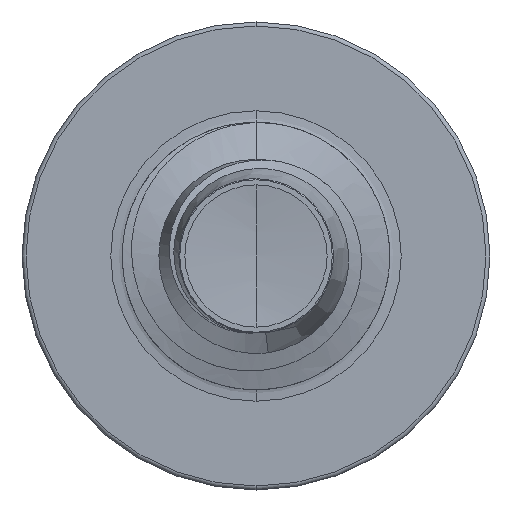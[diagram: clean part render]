
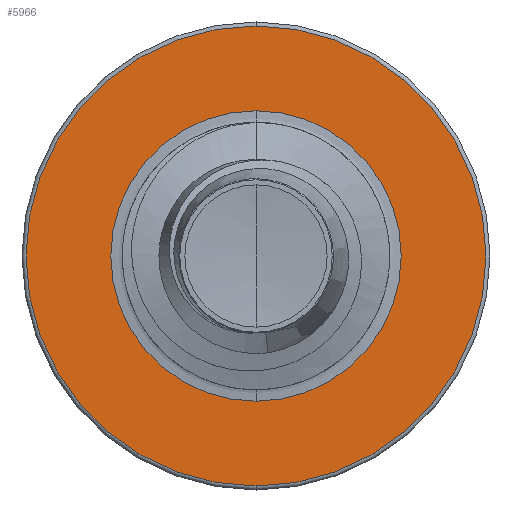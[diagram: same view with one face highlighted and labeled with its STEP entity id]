
A CAD part, front view. The second image highlights one B-rep face of the part: STEP entity #5966.
In plain terms, the highlighted planar face has unit normal (0, -1, 0).
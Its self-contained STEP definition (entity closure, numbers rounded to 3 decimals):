
#136 = VERTEX_POINT ( 'NONE', #11474 ) ;
#474 = CARTESIAN_POINT ( 'NONE',  ( 0., 4., 0. ) ) ;
#907 = VERTEX_POINT ( 'NONE', #7302 ) ;
#1196 = ORIENTED_EDGE ( 'NONE', *, *, #10442, .F. ) ;
#1719 = AXIS2_PLACEMENT_3D ( 'NONE', #474, #3516, #3451 ) ;
#1902 = AXIS2_PLACEMENT_3D ( 'NONE', #2768, #2767, #2747 ) ;
#2109 = AXIS2_PLACEMENT_3D ( 'NONE', #4343, #4305, #4284 ) ;
#2175 = AXIS2_PLACEMENT_3D ( 'NONE', #5421, #5417, #5402 ) ;
#2559 = FACE_OUTER_BOUND ( 'NONE', #11705, .T. ) ;
#2747 = DIRECTION ( 'NONE',  ( 0., 0., 1. ) ) ;
#2767 = DIRECTION ( 'NONE',  ( 0., 1., 0. ) ) ;
#2768 = CARTESIAN_POINT ( 'NONE',  ( 0., 4., 0. ) ) ;
#3451 = DIRECTION ( 'NONE',  ( 0., 0., 1. ) ) ;
#3457 = CIRCLE ( 'NONE', #2109, 1.086 ) ;
#3516 = DIRECTION ( 'NONE',  ( 0., 1., 0. ) ) ;
#3655 = VERTEX_POINT ( 'NONE', #5817 ) ;
#4284 = DIRECTION ( 'NONE',  ( 0., 0., 1. ) ) ;
#4305 = DIRECTION ( 'NONE',  ( 0., 1., 0. ) ) ;
#4343 = CARTESIAN_POINT ( 'NONE',  ( 0., 4., 0. ) ) ;
#4937 = ORIENTED_EDGE ( 'NONE', *, *, #10506, .T. ) ;
#5402 = DIRECTION ( 'NONE',  ( 0., 0., 1. ) ) ;
#5417 = DIRECTION ( 'NONE',  ( 0., 1., 0. ) ) ;
#5421 = CARTESIAN_POINT ( 'NONE',  ( 0., 4., 0. ) ) ;
#5464 = AXIS2_PLACEMENT_3D ( 'NONE', #5687, #5704, #8334 ) ;
#5525 = CIRCLE ( 'NONE', #1902, 1.72 ) ;
#5556 = FACE_BOUND ( 'NONE', #9146, .T. ) ;
#5576 = CARTESIAN_POINT ( 'NONE',  ( 0., 4., -1.72 ) ) ;
#5687 = CARTESIAN_POINT ( 'NONE',  ( 0., 4., -1.086 ) ) ;
#5704 = DIRECTION ( 'NONE',  ( 0., 1., 0. ) ) ;
#5720 = PLANE ( 'NONE',  #5464 ) ;
#5817 = CARTESIAN_POINT ( 'NONE',  ( 0., 4., 1.72 ) ) ;
#5966 = ADVANCED_FACE ( 'NONE', ( #2559, #5556 ), #5720, .F. ) ;
#6540 = VERTEX_POINT ( 'NONE', #5576 ) ;
#6817 = CIRCLE ( 'NONE', #2175, 1.72 ) ;
#7302 = CARTESIAN_POINT ( 'NONE',  ( 0., 4., -1.086 ) ) ;
#7610 = ORIENTED_EDGE ( 'NONE', *, *, #10737, .T. ) ;
#8334 = DIRECTION ( 'NONE',  ( 0., 0., 1. ) ) ;
#9146 = EDGE_LOOP ( 'NONE', ( #4937, #7610 ) ) ;
#10442 = EDGE_CURVE ( 'NONE', #6540, #3655, #6817, .T. ) ;
#10506 = EDGE_CURVE ( 'NONE', #136, #907, #3457, .T. ) ;
#10623 = EDGE_CURVE ( 'NONE', #3655, #6540, #5525, .T. ) ;
#10737 = EDGE_CURVE ( 'NONE', #907, #136, #11402, .T. ) ;
#11248 = ORIENTED_EDGE ( 'NONE', *, *, #10623, .F. ) ;
#11402 = CIRCLE ( 'NONE', #1719, 1.086 ) ;
#11474 = CARTESIAN_POINT ( 'NONE',  ( 0., 4., 1.086 ) ) ;
#11705 = EDGE_LOOP ( 'NONE', ( #11248, #1196 ) ) ;
